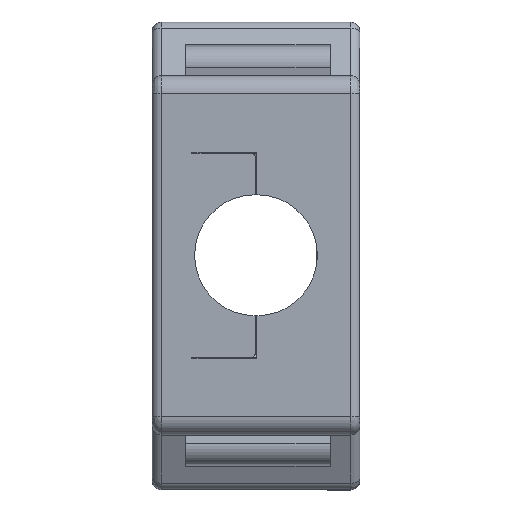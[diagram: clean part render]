
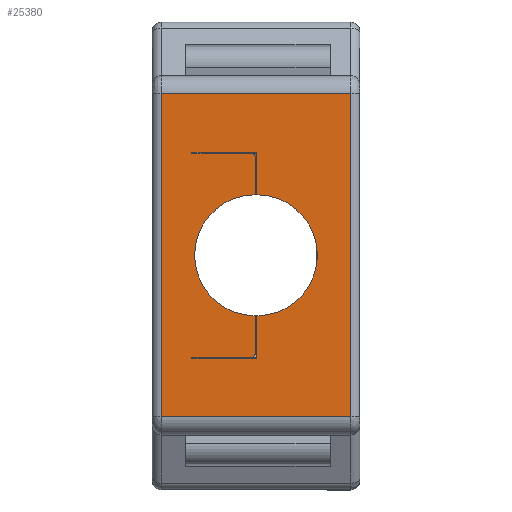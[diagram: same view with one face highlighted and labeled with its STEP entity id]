
A CAD part, top view. The second image highlights one B-rep face of the part: STEP entity #25380.
In plain terms, the highlighted planar face has unit normal (0, 0, 1).
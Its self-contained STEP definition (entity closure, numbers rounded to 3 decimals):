
#2675=CARTESIAN_POINT('',(10.8,8.95,0.));
#2676=VERTEX_POINT('',#2675);
#2715=CARTESIAN_POINT('',(10.8,-8.95,0.));
#2716=VERTEX_POINT('',#2715);
#5742=CARTESIAN_POINT('',(0.3,8.95,0.));
#5743=VERTEX_POINT('',#5742);
#5751=CARTESIAN_POINT('',(0.3,8.95,0.));
#5752=DIRECTION('',(1.,0.,0.));
#5753=VECTOR('',#5752,10.5);
#5754=LINE('',#5751,#5753);
#5755=EDGE_CURVE('',#5743,#2676,#5754,.T.);
#6003=CARTESIAN_POINT('',(5.6,-3.35,0.));
#6004=VERTEX_POINT('',#6003);
#6005=CARTESIAN_POINT('',(5.6,3.35,0.));
#6006=VERTEX_POINT('',#6005);
#6007=CARTESIAN_POINT('',(5.6,0.,0.));
#6008=DIRECTION('',(0.,-1.,0.));
#6009=DIRECTION('',(0.,0.,1.));
#6010=AXIS2_PLACEMENT_3D('',#6007,#6009,#6008);
#6011=CIRCLE('',#6010,3.35);
#6012=EDGE_CURVE('',#6004,#6006,#6011,.T.);
#6046=CARTESIAN_POINT('',(10.8,8.95,0.));
#6047=DIRECTION('',(0.,-1.,0.));
#6048=VECTOR('',#6047,17.9);
#6049=LINE('',#6046,#6048);
#6050=EDGE_CURVE('',#2676,#2716,#6049,.T.);
#6068=CARTESIAN_POINT('',(0.3,-8.95,0.));
#6069=VERTEX_POINT('',#6068);
#6070=CARTESIAN_POINT('',(0.3,-8.95,0.));
#6071=DIRECTION('',(1.,0.,0.));
#6072=VECTOR('',#6071,10.5);
#6073=LINE('',#6070,#6072);
#6074=EDGE_CURVE('',#6069,#2716,#6073,.T.);
#9542=CARTESIAN_POINT('',(5.6,5.7,0.));
#9543=VERTEX_POINT('',#9542);
#9550=CARTESIAN_POINT('',(2.,5.7,0.));
#9551=VERTEX_POINT('',#9550);
#9552=CARTESIAN_POINT('',(5.6,5.7,0.));
#9553=DIRECTION('',(-1.,0.,0.));
#9554=VECTOR('',#9553,3.6);
#9555=LINE('',#9552,#9554);
#9556=EDGE_CURVE('',#9543,#9551,#9555,.T.);
#9574=CARTESIAN_POINT('',(2.,-5.7,0.));
#9575=VERTEX_POINT('',#9574);
#9582=CARTESIAN_POINT('',(5.6,-5.7,0.));
#9583=VERTEX_POINT('',#9582);
#9584=CARTESIAN_POINT('',(2.,-5.7,0.));
#9585=DIRECTION('',(1.,0.,0.));
#9586=VECTOR('',#9585,3.6);
#9587=LINE('',#9584,#9586);
#9588=EDGE_CURVE('',#9575,#9583,#9587,.T.);
#9749=CARTESIAN_POINT('',(5.6,5.7,0.));
#9750=DIRECTION('',(0.,-1.,0.));
#9751=VECTOR('',#9750,2.35);
#9752=LINE('',#9749,#9751);
#9753=EDGE_CURVE('',#9543,#6006,#9752,.T.);
#9766=CARTESIAN_POINT('',(5.6,-3.35,0.));
#9767=DIRECTION('',(0.,-1.,0.));
#9768=VECTOR('',#9767,2.35);
#9769=LINE('',#9766,#9768);
#9770=EDGE_CURVE('',#6004,#9583,#9769,.T.);
#20521=CARTESIAN_POINT('',(2.,5.65,0.));
#20522=VERTEX_POINT('',#20521);
#20523=CARTESIAN_POINT('',(2.,5.65,0.));
#20524=DIRECTION('',(0.,1.,0.));
#20525=VECTOR('',#20524,0.05);
#20526=LINE('',#20523,#20525);
#20527=EDGE_CURVE('',#20522,#9551,#20526,.T.);
#25134=CARTESIAN_POINT('',(2.,-5.65,0.));
#25135=VERTEX_POINT('',#25134);
#25142=CARTESIAN_POINT('',(2.,-5.7,0.));
#25143=DIRECTION('',(0.,1.,0.));
#25144=VECTOR('',#25143,0.05);
#25145=LINE('',#25142,#25144);
#25146=EDGE_CURVE('',#9575,#25135,#25145,.T.);
#25298=CARTESIAN_POINT('',(5.503,5.325,0.));
#25299=DIRECTION('',(0.,1.,0.));
#25300=DIRECTION('',(0.,0.,1.));
#25301=AXIS2_PLACEMENT_3D('',#25298,#25300,#25299);
#25302=PLANE('',#25301);
#25303=CARTESIAN_POINT('',(0.3,8.95,0.));
#25304=DIRECTION('',(0.,-1.,0.));
#25305=VECTOR('',#25304,17.9);
#25306=LINE('',#25303,#25305);
#25307=EDGE_CURVE('',#5743,#6069,#25306,.T.);
#25308=ORIENTED_EDGE('',*,*,#25307,.T.);
#25309=ORIENTED_EDGE('',*,*,#6074,.T.);
#25310=ORIENTED_EDGE('',*,*,#6050,.F.);
#25311=ORIENTED_EDGE('',*,*,#5755,.F.);
#25312=EDGE_LOOP('',(#25308,#25309,#25310,#25311));
#25313=FACE_OUTER_BOUND('',#25312,.T.);
#25314=ORIENTED_EDGE('',*,*,#9556,.F.);
#25315=ORIENTED_EDGE('',*,*,#9753,.T.);
#25316=ORIENTED_EDGE('',*,*,#6012,.F.);
#25317=ORIENTED_EDGE('',*,*,#9770,.T.);
#25318=ORIENTED_EDGE('',*,*,#9588,.F.);
#25319=ORIENTED_EDGE('',*,*,#25146,.T.);
#25320=CARTESIAN_POINT('',(5.3,-5.65,0.));
#25321=VERTEX_POINT('',#25320);
#25322=CARTESIAN_POINT('',(5.3,-5.65,0.));
#25323=DIRECTION('',(-1.,0.,0.));
#25324=VECTOR('',#25323,3.3);
#25325=LINE('',#25322,#25324);
#25326=EDGE_CURVE('',#25321,#25135,#25325,.T.);
#25327=ORIENTED_EDGE('',*,*,#25326,.F.);
#25328=CARTESIAN_POINT('',(5.5,-5.45,0.));
#25329=VERTEX_POINT('',#25328);
#25330=CARTESIAN_POINT('',(5.3,-5.45,0.));
#25331=DIRECTION('',(1.,0.,0.));
#25332=DIRECTION('',(0.,0.,-1.));
#25333=AXIS2_PLACEMENT_3D('',#25330,#25332,#25331);
#25334=CIRCLE('',#25333,0.2);
#25335=EDGE_CURVE('',#25329,#25321,#25334,.T.);
#25336=ORIENTED_EDGE('',*,*,#25335,.F.);
#25337=CARTESIAN_POINT('',(5.5,-3.35,0.));
#25338=VERTEX_POINT('',#25337);
#25339=CARTESIAN_POINT('',(5.5,-3.35,0.));
#25340=DIRECTION('',(0.,-1.,0.));
#25341=VECTOR('',#25340,2.1);
#25342=LINE('',#25339,#25341);
#25343=EDGE_CURVE('',#25338,#25329,#25342,.T.);
#25344=ORIENTED_EDGE('',*,*,#25343,.F.);
#25345=CARTESIAN_POINT('',(5.5,3.35,0.));
#25346=VERTEX_POINT('',#25345);
#25347=CARTESIAN_POINT('',(5.5,0.,0.));
#25348=DIRECTION('',(0.,1.,0.));
#25349=DIRECTION('',(0.,0.,1.));
#25350=AXIS2_PLACEMENT_3D('',#25347,#25349,#25348);
#25351=CIRCLE('',#25350,3.35);
#25352=EDGE_CURVE('',#25346,#25338,#25351,.T.);
#25353=ORIENTED_EDGE('',*,*,#25352,.F.);
#25354=CARTESIAN_POINT('',(5.5,5.45,0.));
#25355=VERTEX_POINT('',#25354);
#25356=CARTESIAN_POINT('',(5.5,5.45,0.));
#25357=DIRECTION('',(0.,-1.,0.));
#25358=VECTOR('',#25357,2.1);
#25359=LINE('',#25356,#25358);
#25360=EDGE_CURVE('',#25355,#25346,#25359,.T.);
#25361=ORIENTED_EDGE('',*,*,#25360,.F.);
#25362=CARTESIAN_POINT('',(5.3,5.65,0.));
#25363=VERTEX_POINT('',#25362);
#25364=CARTESIAN_POINT('',(5.3,5.45,0.));
#25365=DIRECTION('',(0.,1.,0.));
#25366=DIRECTION('',(0.,0.,-1.));
#25367=AXIS2_PLACEMENT_3D('',#25364,#25366,#25365);
#25368=CIRCLE('',#25367,0.2);
#25369=EDGE_CURVE('',#25363,#25355,#25368,.T.);
#25370=ORIENTED_EDGE('',*,*,#25369,.F.);
#25371=CARTESIAN_POINT('',(2.,5.65,0.));
#25372=DIRECTION('',(1.,0.,0.));
#25373=VECTOR('',#25372,3.3);
#25374=LINE('',#25371,#25373);
#25375=EDGE_CURVE('',#20522,#25363,#25374,.T.);
#25376=ORIENTED_EDGE('',*,*,#25375,.F.);
#25377=ORIENTED_EDGE('',*,*,#20527,.T.);
#25378=EDGE_LOOP('',(#25314,#25315,#25316,#25317,#25318,#25319,#25327,#25336,#25344,#25353,#25361,#25370,#25376,#25377));
#25379=FACE_BOUND('',#25378,.T.);
#25380=ADVANCED_FACE('',(#25313,#25379),#25302,.T.);
